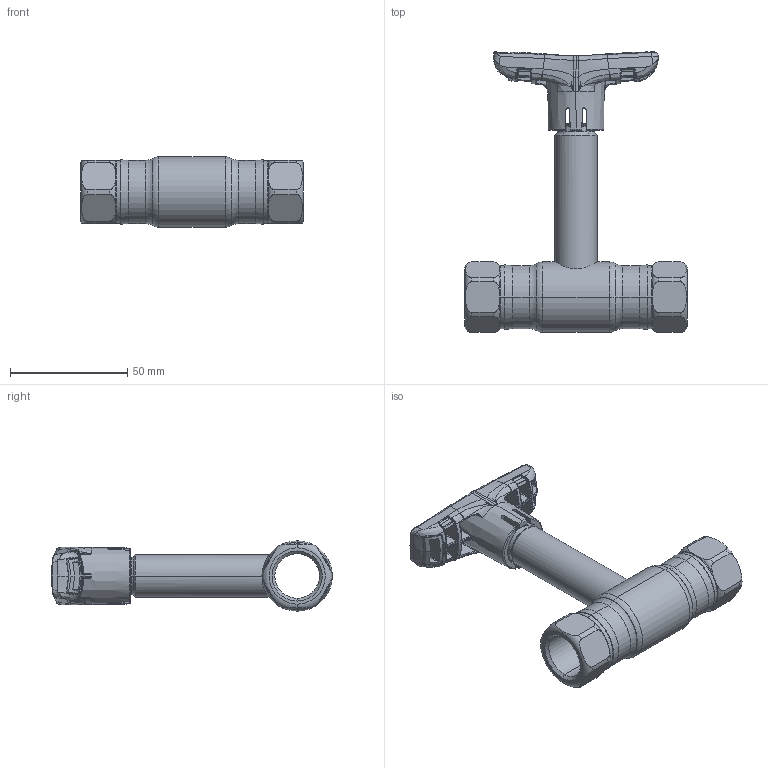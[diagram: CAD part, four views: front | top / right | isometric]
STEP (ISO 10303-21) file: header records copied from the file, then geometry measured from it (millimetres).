
FILE_DESCRIPTION (( 'STEP AP214' ), '1' );
FILE_NAME ('2015002001-0400.step', '2023-12-18T09:55:27', ( '' ), ( '' ), 'SwSTEP 2.0', 'SolidWorks 2021', '' );
FILE_SCHEMA (( 'AUTOMOTIVE_DESIGN' ));
Length unit declared in the file: millimetre
Products named in the file (1): 2015002001-0400
Bounding box: 95 x 119.69 x 30 mm (x, y, z)
Surface area: 23593.1 mm2 (no closed solid volume)
Topology: 0 solids, 6 shells, 760 faces, 2124 edges, 1303 vertices
Faces by surface type: bspline 578, plane 61, cylinder 48, torus 45, cone 21, sphere 7
Entity records: 56536 total; most frequent: CARTESIAN_POINT 33675, ORIENTED_EDGE 3835, EDGE_CURVE 2118, DIRECTION 1556, B_SPLINE_CURVE_WITH_KNOTS 1432, VERTEX_POINT 1303, EDGE_LOOP 768, UNCERTAINTY_MEASURE_WITH_UNIT 762
